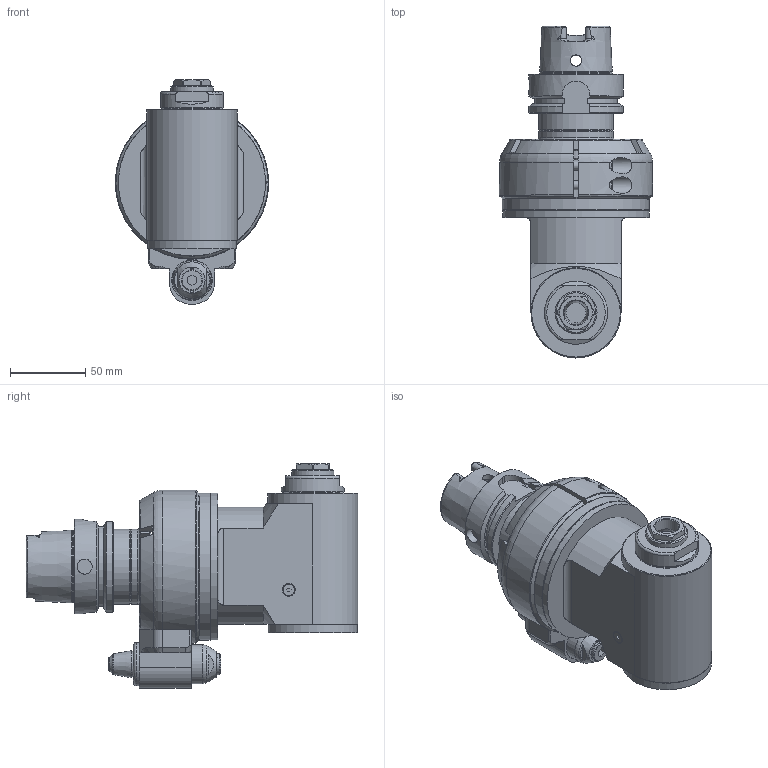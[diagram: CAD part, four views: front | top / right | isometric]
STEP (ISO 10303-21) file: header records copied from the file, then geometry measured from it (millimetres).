
FILE_DESCRIPTION(/* description */ (''),/* implementation_level */ '2;1');
FILE_NAME(/* name */ '9.FL9.13000-1H63.stp',/* time_stamp */ '2024-04-30T11:38:34-04:00',/* author */ ('jkrenzer'),/* organization */ (''),/* preprocessor_version */ 'ST-DEVELOPER v18.1',/* originating_system */ 'Autodesk Inventor 2022',/* authorisation */ '');
FILE_SCHEMA (('AUTOMOTIVE_DESIGN { 1 0 10303 214 3 1 1 }'));
Length unit declared in the file: millimetre
Products named in the file (3): 9.FL9.13000-1H63; 9_FL9_13000; 9GA15C_566  (Type 1, H63A, 65mm, Conical)
Assembly tree (2 placements, depth 2):
  9.FL9.13000-1H63
    9_FL9_13000
    9GA15C_566  (Type 1, H63A, 65mm, Conical)
Bounding box: 102 x 221 x 149.5 mm (x, y, z)
Volume: 883892.3 mm3; surface area: 132955.2 mm2
Topology: 4 solids, 5 shells, 597 faces, 1508 edges, 973 vertices
Faces by surface type: plane 287, cylinder 158, cone 113, torus 37, sphere 2
Full cylindrical faces by diameter (mm): 2.5 x1, 2.6 x2, 3 x1, 3.3 x2, 4.2 x2, 5 x3, 6 x5, 6.5 x2, 7 x2, 7.5 x2, 8 x2, 8.5 x1, 8.821 x1, 9 x1, 9.2 x1, 10 x6, 10.4 x2, 10.6 x1, 11 x2, 12 x1, 12.5 x1, 12.8 x1, 13 x1, 13.5 x1, 14 x1, 16 x1, 17 x2, 18 x2, 20 x1, 20.5 x1
Entity records: 22098 total; most frequent: CARTESIAN_POINT 7558, DIRECTION 3076, ORIENTED_EDGE 3004, EDGE_CURVE 1502, AXIS2_PLACEMENT_3D 1189, VERTEX_POINT 973, LINE 698, VECTOR 698
